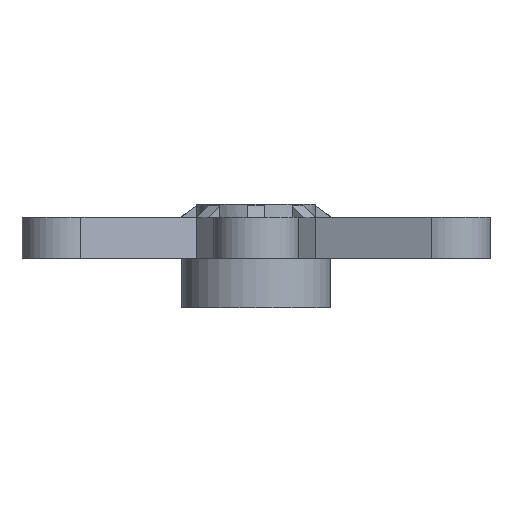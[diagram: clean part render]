
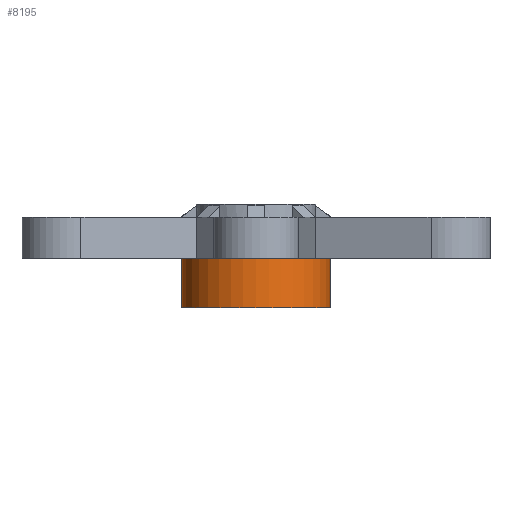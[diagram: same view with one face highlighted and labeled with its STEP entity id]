
A CAD part, left-side view. The second image highlights one B-rep face of the part: STEP entity #8195.
In plain terms, the highlighted cylindrical face has radius 4.5 mm (diameter 9 mm), a full revolution.
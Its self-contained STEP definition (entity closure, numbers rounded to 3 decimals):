
#44 = PLANE('',#45);
#45 = AXIS2_PLACEMENT_3D('',#46,#47,#48);
#46 = CARTESIAN_POINT('',(0.,0.,0.));
#47 = DIRECTION('',(0.,0.,-1.));
#48 = DIRECTION('',(-1.,0.,0.));
#1455 = EDGE_CURVE('',#1456,#1456,#1458,.T.);
#1456 = VERTEX_POINT('',#1457);
#1457 = CARTESIAN_POINT('',(-4.5,0.,0.));
#1458 = SURFACE_CURVE('',#1459,(#1464,#1475),.PCURVE_S1.);
#1459 = CIRCLE('',#1460,4.5);
#1460 = AXIS2_PLACEMENT_3D('',#1461,#1462,#1463);
#1461 = CARTESIAN_POINT('',(0.,0.,0.));
#1462 = DIRECTION('',(0.,0.,1.));
#1463 = DIRECTION('',(-1.,0.,0.));
#1464 = PCURVE('',#44,#1465);
#1465 = DEFINITIONAL_REPRESENTATION('',(#1466),#1474);
#1466 = ( BOUNDED_CURVE() B_SPLINE_CURVE(2,(#1467,#1468,#1469,#1470,
#1471,#1472,#1473),.UNSPECIFIED.,.T.,.F.) B_SPLINE_CURVE_WITH_KNOTS((1,2
    ,2,2,2,1),(-2.094,0.,2.094,4.189,
6.283,8.378),.UNSPECIFIED.) CURVE() 
GEOMETRIC_REPRESENTATION_ITEM() RATIONAL_B_SPLINE_CURVE((1.,0.5,1.,0.5,
1.,0.5,1.)) REPRESENTATION_ITEM('') );
#1467 = CARTESIAN_POINT('',(4.5,0.));
#1468 = CARTESIAN_POINT('',(4.5,-7.794));
#1469 = CARTESIAN_POINT('',(-2.25,-3.897));
#1470 = CARTESIAN_POINT('',(-9.,0.));
#1471 = CARTESIAN_POINT('',(-2.25,3.897));
#1472 = CARTESIAN_POINT('',(4.5,7.794));
#1473 = CARTESIAN_POINT('',(4.5,0.));
#1474 = ( GEOMETRIC_REPRESENTATION_CONTEXT(2) 
PARAMETRIC_REPRESENTATION_CONTEXT() REPRESENTATION_CONTEXT('2D SPACE',''
  ) );
#1475 = PCURVE('',#1476,#1481);
#1476 = CYLINDRICAL_SURFACE('',#1477,4.5);
#1477 = AXIS2_PLACEMENT_3D('',#1478,#1479,#1480);
#1478 = CARTESIAN_POINT('',(0.,0.,0.));
#1479 = DIRECTION('',(0.,0.,-1.));
#1480 = DIRECTION('',(-1.,0.,0.));
#1481 = DEFINITIONAL_REPRESENTATION('',(#1482),#1486);
#1482 = LINE('',#1483,#1484);
#1483 = CARTESIAN_POINT('',(-0.,0.));
#1484 = VECTOR('',#1485,1.);
#1485 = DIRECTION('',(-1.,0.));
#1486 = ( GEOMETRIC_REPRESENTATION_CONTEXT(2) 
PARAMETRIC_REPRESENTATION_CONTEXT() REPRESENTATION_CONTEXT('2D SPACE',''
  ) );
#2173 = PLANE('',#2174);
#2174 = AXIS2_PLACEMENT_3D('',#2175,#2176,#2177);
#2175 = CARTESIAN_POINT('',(0.,0.,-3.));
#2176 = DIRECTION('',(0.,0.,1.));
#2177 = DIRECTION('',(-1.,0.,0.));
#4484 = EDGE_CURVE('',#4485,#4485,#4487,.T.);
#4485 = VERTEX_POINT('',#4486);
#4486 = CARTESIAN_POINT('',(-4.5,0.,-3.));
#4487 = SURFACE_CURVE('',#4488,(#4493,#4500),.PCURVE_S1.);
#4488 = CIRCLE('',#4489,4.5);
#4489 = AXIS2_PLACEMENT_3D('',#4490,#4491,#4492);
#4490 = CARTESIAN_POINT('',(0.,0.,-3.));
#4491 = DIRECTION('',(0.,0.,1.));
#4492 = DIRECTION('',(-1.,0.,0.));
#4493 = PCURVE('',#2173,#4494);
#4494 = DEFINITIONAL_REPRESENTATION('',(#4495),#4499);
#4495 = CIRCLE('',#4496,4.5);
#4496 = AXIS2_PLACEMENT_2D('',#4497,#4498);
#4497 = CARTESIAN_POINT('',(0.,0.));
#4498 = DIRECTION('',(1.,0.));
#4499 = ( GEOMETRIC_REPRESENTATION_CONTEXT(2) 
PARAMETRIC_REPRESENTATION_CONTEXT() REPRESENTATION_CONTEXT('2D SPACE',''
  ) );
#4500 = PCURVE('',#1476,#4501);
#4501 = DEFINITIONAL_REPRESENTATION('',(#4502),#4506);
#4502 = LINE('',#4503,#4504);
#4503 = CARTESIAN_POINT('',(-0.,3.));
#4504 = VECTOR('',#4505,1.);
#4505 = DIRECTION('',(-1.,0.));
#4506 = ( GEOMETRIC_REPRESENTATION_CONTEXT(2) 
PARAMETRIC_REPRESENTATION_CONTEXT() REPRESENTATION_CONTEXT('2D SPACE',''
  ) );
#8195 = ADVANCED_FACE('',(#8196),#1476,.T.);
#8196 = FACE_BOUND('',#8197,.F.);
#8197 = EDGE_LOOP('',(#8198,#8199,#8220,#8221));
#8198 = ORIENTED_EDGE('',*,*,#1455,.T.);
#8199 = ORIENTED_EDGE('',*,*,#8200,.T.);
#8200 = EDGE_CURVE('',#1456,#4485,#8201,.T.);
#8201 = SEAM_CURVE('',#8202,(#8206,#8213),.PCURVE_S1.);
#8202 = LINE('',#8203,#8204);
#8203 = CARTESIAN_POINT('',(-4.5,0.,0.));
#8204 = VECTOR('',#8205,1.);
#8205 = DIRECTION('',(0.,0.,-1.));
#8206 = PCURVE('',#1476,#8207);
#8207 = DEFINITIONAL_REPRESENTATION('',(#8208),#8212);
#8208 = LINE('',#8209,#8210);
#8209 = CARTESIAN_POINT('',(-0.,0.));
#8210 = VECTOR('',#8211,1.);
#8211 = DIRECTION('',(-0.,1.));
#8212 = ( GEOMETRIC_REPRESENTATION_CONTEXT(2) 
PARAMETRIC_REPRESENTATION_CONTEXT() REPRESENTATION_CONTEXT('2D SPACE',''
  ) );
#8213 = PCURVE('',#1476,#8214);
#8214 = DEFINITIONAL_REPRESENTATION('',(#8215),#8219);
#8215 = LINE('',#8216,#8217);
#8216 = CARTESIAN_POINT('',(-6.283,0.));
#8217 = VECTOR('',#8218,1.);
#8218 = DIRECTION('',(-0.,1.));
#8219 = ( GEOMETRIC_REPRESENTATION_CONTEXT(2) 
PARAMETRIC_REPRESENTATION_CONTEXT() REPRESENTATION_CONTEXT('2D SPACE',''
  ) );
#8220 = ORIENTED_EDGE('',*,*,#4484,.F.);
#8221 = ORIENTED_EDGE('',*,*,#8200,.F.);
